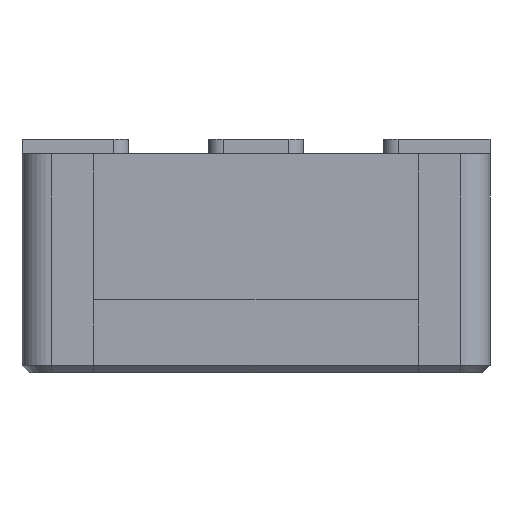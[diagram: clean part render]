
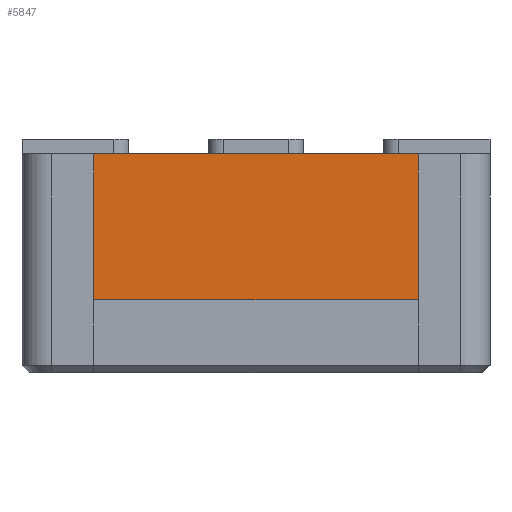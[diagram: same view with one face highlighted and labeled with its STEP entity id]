
A CAD part, front view. The second image highlights one B-rep face of the part: STEP entity #5847.
In plain terms, the highlighted planar face has unit normal (0, -1, 0).
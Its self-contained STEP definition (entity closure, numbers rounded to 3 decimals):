
#1141 = PLANE('',#1142);
#1142 = AXIS2_PLACEMENT_3D('',#1143,#1144,#1145);
#1143 = CARTESIAN_POINT('',(0.,24.75,-11.));
#1144 = DIRECTION('',(0.,-1.,0.));
#1145 = DIRECTION('',(-1.,0.,0.));
#1463 = PLANE('',#1464);
#1464 = AXIS2_PLACEMENT_3D('',#1465,#1466,#1467);
#1465 = CARTESIAN_POINT('',(22.254,24.75,-6.));
#1466 = DIRECTION('',(0.,1.,0.));
#1467 = DIRECTION('',(-1.,0.,0.));
#3086 = VERTEX_POINT('',#3087);
#3087 = CARTESIAN_POINT('',(0.,24.75,-6.));
#3108 = EDGE_CURVE('',#3086,#3109,#3111,.T.);
#3109 = VERTEX_POINT('',#3110);
#3110 = CARTESIAN_POINT('',(0.,24.75,4.));
#3111 = SURFACE_CURVE('',#3112,(#3116,#3123),.PCURVE_S1.);
#3112 = LINE('',#3113,#3114);
#3113 = CARTESIAN_POINT('',(0.,24.75,-6.));
#3114 = VECTOR('',#3115,1.);
#3115 = DIRECTION('',(0.,0.,1.));
#3116 = PCURVE('',#1141,#3117);
#3117 = DEFINITIONAL_REPRESENTATION('',(#3118),#3122);
#3118 = LINE('',#3119,#3120);
#3119 = CARTESIAN_POINT('',(0.,-5.));
#3120 = VECTOR('',#3121,1.);
#3121 = DIRECTION('',(0.,-1.));
#3122 = ( GEOMETRIC_REPRESENTATION_CONTEXT(2) 
PARAMETRIC_REPRESENTATION_CONTEXT() REPRESENTATION_CONTEXT('2D SPACE',''
  ) );
#3123 = PCURVE('',#3124,#3129);
#3124 = PLANE('',#3125);
#3125 = AXIS2_PLACEMENT_3D('',#3126,#3127,#3128);
#3126 = CARTESIAN_POINT('',(0.,24.75,-6.));
#3127 = DIRECTION('',(0.,1.,0.));
#3128 = DIRECTION('',(1.,0.,0.));
#3129 = DEFINITIONAL_REPRESENTATION('',(#3130),#3134);
#3130 = LINE('',#3131,#3132);
#3131 = CARTESIAN_POINT('',(0.,0.));
#3132 = VECTOR('',#3133,1.);
#3133 = DIRECTION('',(0.,-1.));
#3134 = ( GEOMETRIC_REPRESENTATION_CONTEXT(2) 
PARAMETRIC_REPRESENTATION_CONTEXT() REPRESENTATION_CONTEXT('2D SPACE',''
  ) );
#3426 = VERTEX_POINT('',#3427);
#3427 = CARTESIAN_POINT('',(22.254,24.75,-6.));
#3441 = PLANE('',#3442);
#3442 = AXIS2_PLACEMENT_3D('',#3443,#3444,#3445);
#3443 = CARTESIAN_POINT('',(27.17,24.75,-11.));
#3444 = DIRECTION('',(0.,-1.,0.));
#3445 = DIRECTION('',(-1.,0.,0.));
#3455 = EDGE_CURVE('',#3426,#3086,#3456,.T.);
#3456 = SURFACE_CURVE('',#3457,(#3461,#3468),.PCURVE_S1.);
#3457 = LINE('',#3458,#3459);
#3458 = CARTESIAN_POINT('',(22.254,24.75,-6.));
#3459 = VECTOR('',#3460,1.);
#3460 = DIRECTION('',(-1.,0.,0.));
#3461 = PCURVE('',#1463,#3462);
#3462 = DEFINITIONAL_REPRESENTATION('',(#3463),#3467);
#3463 = LINE('',#3464,#3465);
#3464 = CARTESIAN_POINT('',(0.,0.));
#3465 = VECTOR('',#3466,1.);
#3466 = DIRECTION('',(1.,0.));
#3467 = ( GEOMETRIC_REPRESENTATION_CONTEXT(2) 
PARAMETRIC_REPRESENTATION_CONTEXT() REPRESENTATION_CONTEXT('2D SPACE',''
  ) );
#3468 = PCURVE('',#3124,#3469);
#3469 = DEFINITIONAL_REPRESENTATION('',(#3470),#3474);
#3470 = LINE('',#3471,#3472);
#3471 = CARTESIAN_POINT('',(22.254,0.));
#3472 = VECTOR('',#3473,1.);
#3473 = DIRECTION('',(-1.,0.));
#3474 = ( GEOMETRIC_REPRESENTATION_CONTEXT(2) 
PARAMETRIC_REPRESENTATION_CONTEXT() REPRESENTATION_CONTEXT('2D SPACE',''
  ) );
#5808 = PLANE('',#5809);
#5809 = AXIS2_PLACEMENT_3D('',#5810,#5811,#5812);
#5810 = CARTESIAN_POINT('',(11.138,34.75,4.));
#5811 = DIRECTION('',(0.,0.,1.));
#5812 = DIRECTION('',(0.,-1.,0.));
#5847 = ADVANCED_FACE('',(#5848),#3124,.F.);
#5848 = FACE_BOUND('',#5849,.F.);
#5849 = EDGE_LOOP('',(#5850,#5851,#5874,#5895));
#5850 = ORIENTED_EDGE('',*,*,#3108,.T.);
#5851 = ORIENTED_EDGE('',*,*,#5852,.T.);
#5852 = EDGE_CURVE('',#3109,#5853,#5855,.T.);
#5853 = VERTEX_POINT('',#5854);
#5854 = CARTESIAN_POINT('',(22.254,24.75,4.));
#5855 = SURFACE_CURVE('',#5856,(#5860,#5867),.PCURVE_S1.);
#5856 = LINE('',#5857,#5858);
#5857 = CARTESIAN_POINT('',(0.,24.75,4.));
#5858 = VECTOR('',#5859,1.);
#5859 = DIRECTION('',(1.,0.,0.));
#5860 = PCURVE('',#3124,#5861);
#5861 = DEFINITIONAL_REPRESENTATION('',(#5862),#5866);
#5862 = LINE('',#5863,#5864);
#5863 = CARTESIAN_POINT('',(0.,-10.));
#5864 = VECTOR('',#5865,1.);
#5865 = DIRECTION('',(1.,0.));
#5866 = ( GEOMETRIC_REPRESENTATION_CONTEXT(2) 
PARAMETRIC_REPRESENTATION_CONTEXT() REPRESENTATION_CONTEXT('2D SPACE',''
  ) );
#5867 = PCURVE('',#5808,#5868);
#5868 = DEFINITIONAL_REPRESENTATION('',(#5869),#5873);
#5869 = LINE('',#5870,#5871);
#5870 = CARTESIAN_POINT('',(10.,-11.138));
#5871 = VECTOR('',#5872,1.);
#5872 = DIRECTION('',(0.,1.));
#5873 = ( GEOMETRIC_REPRESENTATION_CONTEXT(2) 
PARAMETRIC_REPRESENTATION_CONTEXT() REPRESENTATION_CONTEXT('2D SPACE',''
  ) );
#5874 = ORIENTED_EDGE('',*,*,#5875,.F.);
#5875 = EDGE_CURVE('',#3426,#5853,#5876,.T.);
#5876 = SURFACE_CURVE('',#5877,(#5881,#5888),.PCURVE_S1.);
#5877 = LINE('',#5878,#5879);
#5878 = CARTESIAN_POINT('',(22.254,24.75,-6.));
#5879 = VECTOR('',#5880,1.);
#5880 = DIRECTION('',(0.,0.,1.));
#5881 = PCURVE('',#3124,#5882);
#5882 = DEFINITIONAL_REPRESENTATION('',(#5883),#5887);
#5883 = LINE('',#5884,#5885);
#5884 = CARTESIAN_POINT('',(22.254,0.));
#5885 = VECTOR('',#5886,1.);
#5886 = DIRECTION('',(0.,-1.));
#5887 = ( GEOMETRIC_REPRESENTATION_CONTEXT(2) 
PARAMETRIC_REPRESENTATION_CONTEXT() REPRESENTATION_CONTEXT('2D SPACE',''
  ) );
#5888 = PCURVE('',#3441,#5889);
#5889 = DEFINITIONAL_REPRESENTATION('',(#5890),#5894);
#5890 = LINE('',#5891,#5892);
#5891 = CARTESIAN_POINT('',(4.916,-5.));
#5892 = VECTOR('',#5893,1.);
#5893 = DIRECTION('',(0.,-1.));
#5894 = ( GEOMETRIC_REPRESENTATION_CONTEXT(2) 
PARAMETRIC_REPRESENTATION_CONTEXT() REPRESENTATION_CONTEXT('2D SPACE',''
  ) );
#5895 = ORIENTED_EDGE('',*,*,#3455,.T.);
